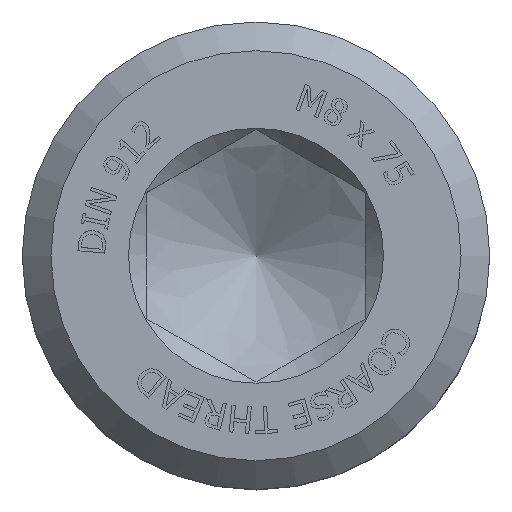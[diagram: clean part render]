
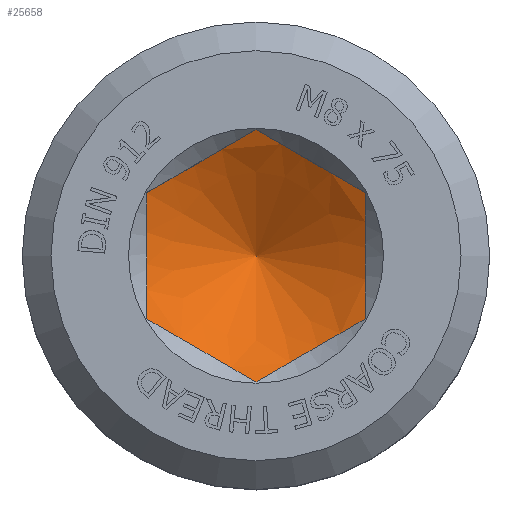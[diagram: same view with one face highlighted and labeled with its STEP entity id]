
A CAD part, top view. The second image highlights one B-rep face of the part: STEP entity #25658.
In plain terms, the highlighted conical face has half-angle 60 degrees and reference radius 2.6 mm.
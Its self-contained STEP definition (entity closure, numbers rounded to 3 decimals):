
#25306=CARTESIAN_POINT('',(0.,3.51,-4.0));
#25307=VERTEX_POINT('',#25306);
#25314=CARTESIAN_POINT('',(3.04,1.755,-4.0));
#25315=VERTEX_POINT('',#25314);
#25316=CARTESIAN_POINT('',(3.04,1.755,-4.0));
#25317=CARTESIAN_POINT('',(1.52,2.633,-4.507));
#25318=CARTESIAN_POINT('',(0.,3.51,-4.0));
#25326=(BOUNDED_CURVE()B_SPLINE_CURVE(2,(#25316,#25317,#25318),.UNSPECIFIED.,.F.,.U.)B_SPLINE_CURVE_WITH_KNOTS((3,3),(0.21,0.67),.UNSPECIFIED.)CURVE()GEOMETRIC_REPRESENTATION_ITEM()RATIONAL_B_SPLINE_CURVE((1.258,1.453,1.258))REPRESENTATION_ITEM(''));
#25327=EDGE_CURVE('',#25315,#25307,#25326,.T.);
#25344=CARTESIAN_POINT('',(-3.04,1.755,-4.0));
#25345=VERTEX_POINT('',#25344);
#25352=CARTESIAN_POINT('',(0.,3.51,-4.0));
#25353=CARTESIAN_POINT('',(-1.52,2.633,-4.507));
#25354=CARTESIAN_POINT('',(-3.04,1.755,-4.0));
#25362=(BOUNDED_CURVE()B_SPLINE_CURVE(2,(#25352,#25353,#25354),.UNSPECIFIED.,.F.,.U.)B_SPLINE_CURVE_WITH_KNOTS((3,3),(0.21,0.67),.UNSPECIFIED.)CURVE()GEOMETRIC_REPRESENTATION_ITEM()RATIONAL_B_SPLINE_CURVE((1.258,1.453,1.258))REPRESENTATION_ITEM(''));
#25363=EDGE_CURVE('',#25307,#25345,#25362,.T.);
#25375=CARTESIAN_POINT('',(-3.04,-1.755,-4.0));
#25376=VERTEX_POINT('',#25375);
#25383=CARTESIAN_POINT('',(-3.04,1.755,-4.0));
#25384=CARTESIAN_POINT('',(-3.04,0.,-4.507));
#25385=CARTESIAN_POINT('',(-3.04,-1.755,-4.0));
#25393=(BOUNDED_CURVE()B_SPLINE_CURVE(2,(#25383,#25384,#25385),.UNSPECIFIED.,.F.,.U.)B_SPLINE_CURVE_WITH_KNOTS((3,3),(0.21,0.67),.UNSPECIFIED.)CURVE()GEOMETRIC_REPRESENTATION_ITEM()RATIONAL_B_SPLINE_CURVE((1.258,1.453,1.258))REPRESENTATION_ITEM(''));
#25394=EDGE_CURVE('',#25345,#25376,#25393,.T.);
#25406=CARTESIAN_POINT('',(0.,-3.51,-4.0));
#25407=VERTEX_POINT('',#25406);
#25414=CARTESIAN_POINT('',(-3.04,-1.755,-4.0));
#25415=CARTESIAN_POINT('',(-1.52,-2.633,-4.507));
#25416=CARTESIAN_POINT('',(0.,-3.51,-4.0));
#25424=(BOUNDED_CURVE()B_SPLINE_CURVE(2,(#25414,#25415,#25416),.UNSPECIFIED.,.F.,.U.)B_SPLINE_CURVE_WITH_KNOTS((3,3),(0.21,0.67),.UNSPECIFIED.)CURVE()GEOMETRIC_REPRESENTATION_ITEM()RATIONAL_B_SPLINE_CURVE((1.258,1.453,1.258))REPRESENTATION_ITEM(''));
#25425=EDGE_CURVE('',#25376,#25407,#25424,.T.);
#25437=CARTESIAN_POINT('',(3.04,-1.755,-4.));
#25438=VERTEX_POINT('',#25437);
#25445=CARTESIAN_POINT('',(0.,-3.51,-4.0));
#25446=CARTESIAN_POINT('',(1.52,-2.633,-4.507));
#25447=CARTESIAN_POINT('',(3.04,-1.755,-4.));
#25455=(BOUNDED_CURVE()B_SPLINE_CURVE(2,(#25445,#25446,#25447),.UNSPECIFIED.,.F.,.U.)B_SPLINE_CURVE_WITH_KNOTS((3,3),(0.21,0.67),.UNSPECIFIED.)CURVE()GEOMETRIC_REPRESENTATION_ITEM()RATIONAL_B_SPLINE_CURVE((1.258,1.453,1.258))REPRESENTATION_ITEM(''));
#25456=EDGE_CURVE('',#25407,#25438,#25455,.T.);
#25469=CARTESIAN_POINT('',(3.04,-1.755,-4.));
#25470=CARTESIAN_POINT('',(3.04,0.,-4.507));
#25471=CARTESIAN_POINT('',(3.04,1.755,-4.0));
#25479=(BOUNDED_CURVE()B_SPLINE_CURVE(2,(#25469,#25470,#25471),.UNSPECIFIED.,.F.,.U.)B_SPLINE_CURVE_WITH_KNOTS((3,3),(0.21,0.67),.UNSPECIFIED.)CURVE()GEOMETRIC_REPRESENTATION_ITEM()RATIONAL_B_SPLINE_CURVE((1.258,1.453,1.258))REPRESENTATION_ITEM(''));
#25480=EDGE_CURVE('',#25438,#25315,#25479,.T.);
#25645=CARTESIAN_POINT('',(0.0,0.,-4.526));
#25646=DIRECTION('',(0.0,0.,1.0));
#25647=DIRECTION('',(0.0,1.0,0.0));
#25648=AXIS2_PLACEMENT_3D('',#25645,#25646,#25647);
#25649=CONICAL_SURFACE('',#25648,2.6,60.);
#25650=ORIENTED_EDGE('',*,*,#25394,.T.);
#25651=ORIENTED_EDGE('',*,*,#25425,.T.);
#25652=ORIENTED_EDGE('',*,*,#25456,.T.);
#25653=ORIENTED_EDGE('',*,*,#25480,.T.);
#25654=ORIENTED_EDGE('',*,*,#25327,.T.);
#25655=ORIENTED_EDGE('',*,*,#25363,.T.);
#25656=EDGE_LOOP('',(#25650,#25651,#25652,#25653,#25654,#25655));
#25657=FACE_OUTER_BOUND('',#25656,.T.);
#25658=ADVANCED_FACE('',(#25657),#25649,.F.);
